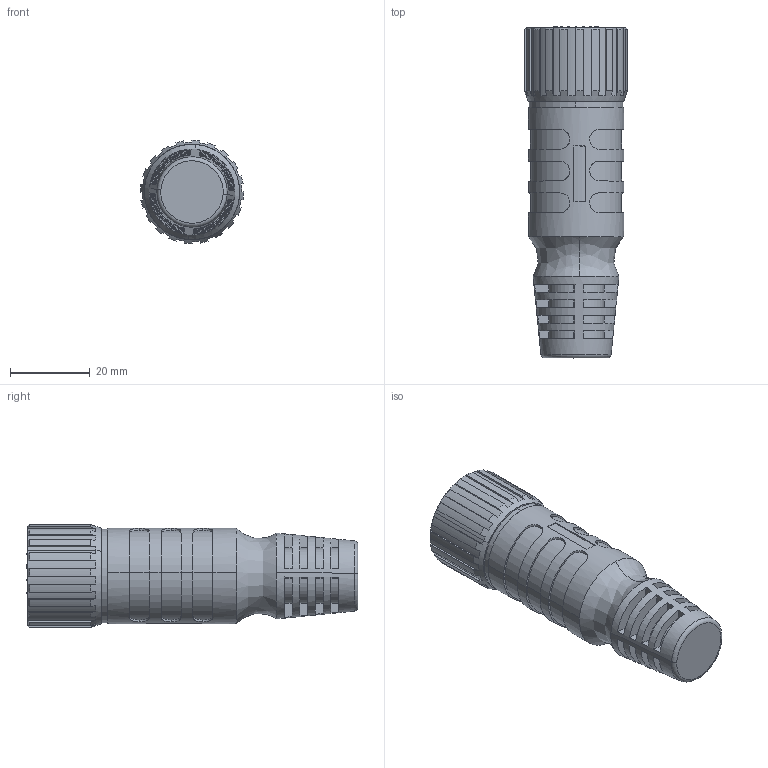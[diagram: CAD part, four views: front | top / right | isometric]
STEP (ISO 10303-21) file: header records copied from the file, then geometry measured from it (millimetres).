
FILE_DESCRIPTION (( 'STEP AP203' ), '1' );
FILE_NAME ('GNZ12-12 M P10.STEP', '2019-05-21T02:08:10', ( 'Windows' ), ( 'Microsoft' ), 'SwSTEP 2.0', 'SolidWorks 2012', '' );
FILE_SCHEMA (( 'CONFIG_CONTROL_DESIGN' ));
Length unit declared in the file: millimetre
Products named in the file (1): GNZ12-12 M P10
Bounding box: 26 x 83.5 x 26 mm (x, y, z)
Volume: 28645 mm3; surface area: 11760.6 mm2
Topology: 1 solids, 2 shells, 633 faces, 1564 edges, 1011 vertices
Faces by surface type: plane 280, cylinder 189, bspline 86, cone 52, torus 26
Entity records: 25963 total; most frequent: CARTESIAN_POINT 11401, ORIENTED_EDGE 3128, DIRECTION 2806, EDGE_CURVE 1564, AXIS2_PLACEMENT_3D 1051, VERTEX_POINT 1011, EDGE_LOOP 711, VECTOR 704
